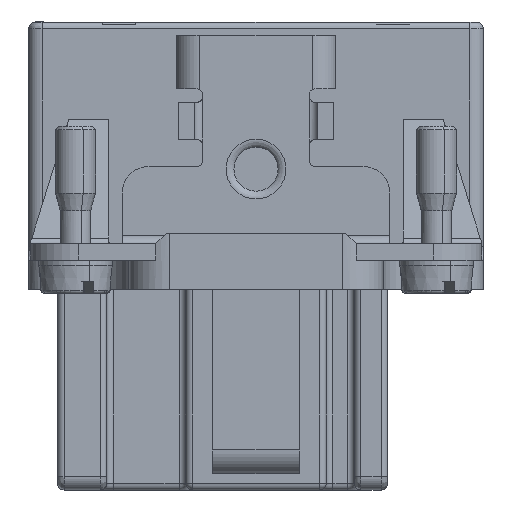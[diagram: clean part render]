
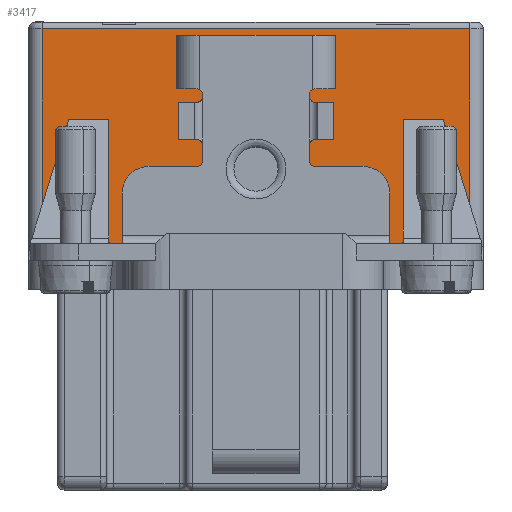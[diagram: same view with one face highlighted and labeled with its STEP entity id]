
A CAD part, left-side view. The second image highlights one B-rep face of the part: STEP entity #3417.
In plain terms, the highlighted planar face has unit normal (-1, 0, 0).
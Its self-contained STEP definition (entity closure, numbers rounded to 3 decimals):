
#2679=CIRCLE('',#24709,2.478);
#3273=FACE_BOUND('',#6626,.T.);
#3274=FACE_BOUND('',#6627,.T.);
#3275=FACE_BOUND('',#6628,.T.);
#3276=FACE_BOUND('',#6629,.T.);
#3277=FACE_BOUND('',#6630,.T.);
#3278=FACE_BOUND('',#6631,.T.);
#3417=ADVANCED_FACE('',(#3273,#3274,#3275,#3276,#3277,#3278),#4653,.T.);
#4653=PLANE('',#24710);
#6626=EDGE_LOOP('',(#8049,#8050,#8051,#8052));
#6627=EDGE_LOOP('',(#8053,#8054,#8055,#8056));
#6628=EDGE_LOOP('',(#8057));
#6629=EDGE_LOOP('',(#8058,#8059,#8060,#8061));
#6630=EDGE_LOOP('',(#8062,#8063,#8064,#8065));
#6631=EDGE_LOOP('',(#8066,#8067,#8068,#8069));
#8049=ORIENTED_EDGE('',*,*,#17162,.F.);
#8050=ORIENTED_EDGE('',*,*,#17163,.F.);
#8051=ORIENTED_EDGE('',*,*,#17164,.F.);
#8052=ORIENTED_EDGE('',*,*,#17165,.F.);
#8053=ORIENTED_EDGE('',*,*,#17166,.T.);
#8054=ORIENTED_EDGE('',*,*,#17167,.T.);
#8055=ORIENTED_EDGE('',*,*,#17168,.T.);
#8056=ORIENTED_EDGE('',*,*,#17169,.T.);
#8057=ORIENTED_EDGE('',*,*,#17170,.T.);
#8058=ORIENTED_EDGE('',*,*,#17171,.T.);
#8059=ORIENTED_EDGE('',*,*,#17172,.T.);
#8060=ORIENTED_EDGE('',*,*,#17173,.T.);
#8061=ORIENTED_EDGE('',*,*,#17174,.T.);
#8062=ORIENTED_EDGE('',*,*,#17175,.T.);
#8063=ORIENTED_EDGE('',*,*,#17176,.T.);
#8064=ORIENTED_EDGE('',*,*,#17177,.T.);
#8065=ORIENTED_EDGE('',*,*,#17178,.F.);
#8066=ORIENTED_EDGE('',*,*,#17179,.F.);
#8067=ORIENTED_EDGE('',*,*,#17180,.T.);
#8068=ORIENTED_EDGE('',*,*,#17181,.F.);
#8069=ORIENTED_EDGE('',*,*,#17182,.F.);
#14907=VERTEX_POINT('',#32479);
#14908=VERTEX_POINT('',#32480);
#14909=VERTEX_POINT('',#32482);
#14910=VERTEX_POINT('',#32484);
#14911=VERTEX_POINT('',#32487);
#14912=VERTEX_POINT('',#32488);
#14913=VERTEX_POINT('',#32490);
#14914=VERTEX_POINT('',#32492);
#14915=VERTEX_POINT('',#32495);
#14916=VERTEX_POINT('',#32497);
#14917=VERTEX_POINT('',#32498);
#14918=VERTEX_POINT('',#32500);
#14919=VERTEX_POINT('',#32502);
#14920=VERTEX_POINT('',#32505);
#14921=VERTEX_POINT('',#32506);
#14922=VERTEX_POINT('',#32508);
#14923=VERTEX_POINT('',#32510);
#14924=VERTEX_POINT('',#32513);
#14925=VERTEX_POINT('',#32514);
#14926=VERTEX_POINT('',#32516);
#14927=VERTEX_POINT('',#32518);
#17162=EDGE_CURVE('',#14907,#14908,#20581,.T.);
#17163=EDGE_CURVE('',#14909,#14907,#20582,.T.);
#17164=EDGE_CURVE('',#14910,#14909,#20583,.T.);
#17165=EDGE_CURVE('',#14908,#14910,#20584,.T.);
#17166=EDGE_CURVE('',#14911,#14912,#20585,.T.);
#17167=EDGE_CURVE('',#14912,#14913,#20586,.T.);
#17168=EDGE_CURVE('',#14913,#14914,#20587,.T.);
#17169=EDGE_CURVE('',#14914,#14911,#20588,.T.);
#17170=EDGE_CURVE('',#14915,#14915,#2679,.T.);
#17171=EDGE_CURVE('',#14916,#14917,#20589,.T.);
#17172=EDGE_CURVE('',#14917,#14918,#20590,.T.);
#17173=EDGE_CURVE('',#14918,#14919,#20591,.T.);
#17174=EDGE_CURVE('',#14919,#14916,#20592,.T.);
#17175=EDGE_CURVE('',#14920,#14921,#20593,.T.);
#17176=EDGE_CURVE('',#14921,#14922,#20594,.T.);
#17177=EDGE_CURVE('',#14922,#14923,#20595,.T.);
#17178=EDGE_CURVE('',#14920,#14923,#20596,.T.);
#17179=EDGE_CURVE('',#14924,#14925,#20597,.T.);
#17180=EDGE_CURVE('',#14924,#14926,#20598,.T.);
#17181=EDGE_CURVE('',#14927,#14926,#20599,.T.);
#17182=EDGE_CURVE('',#14925,#14927,#20600,.T.);
#20581=LINE('',#32478,#22653);
#20582=LINE('',#32481,#22654);
#20583=LINE('',#32483,#22655);
#20584=LINE('',#32485,#22656);
#20585=LINE('',#32486,#22657);
#20586=LINE('',#32489,#22658);
#20587=LINE('',#32491,#22659);
#20588=LINE('',#32493,#22660);
#20589=LINE('',#32496,#22661);
#20590=LINE('',#32499,#22662);
#20591=LINE('',#32501,#22663);
#20592=LINE('',#32503,#22664);
#20593=LINE('',#32504,#22665);
#20594=LINE('',#32507,#22666);
#20595=LINE('',#32509,#22667);
#20596=LINE('',#32511,#22668);
#20597=LINE('',#32512,#22669);
#20598=LINE('',#32515,#22670);
#20599=LINE('',#32517,#22671);
#20600=LINE('',#32519,#22672);
#22653=VECTOR('',#26654,1.);
#22654=VECTOR('',#26655,1.);
#22655=VECTOR('',#26656,1.);
#22656=VECTOR('',#26657,1.);
#22657=VECTOR('',#26658,1.);
#22658=VECTOR('',#26659,1.);
#22659=VECTOR('',#26660,1.);
#22660=VECTOR('',#26661,1.);
#22661=VECTOR('',#26664,1.);
#22662=VECTOR('',#26665,1.);
#22663=VECTOR('',#26666,1.);
#22664=VECTOR('',#26667,1.);
#22665=VECTOR('',#26668,1.);
#22666=VECTOR('',#26669,1.);
#22667=VECTOR('',#26670,1.);
#22668=VECTOR('',#26671,1.);
#22669=VECTOR('',#26672,1.);
#22670=VECTOR('',#26673,1.);
#22671=VECTOR('',#26674,1.);
#22672=VECTOR('',#26675,1.);
#24709=AXIS2_PLACEMENT_3D('',#32494,#26662,#26663);
#24710=AXIS2_PLACEMENT_3D('',#32520,#26676,#26677);
#26654=DIRECTION('',(0.,0.279,-0.96));
#26655=DIRECTION('',(0.,1.,0.));
#26656=DIRECTION('',(0.,0.,1.));
#26657=DIRECTION('',(0.,-1.,0.));
#26658=DIRECTION('',(0.,0.,1.));
#26659=DIRECTION('',(0.,1.,0.));
#26660=DIRECTION('',(0.,0.,-1.));
#26661=DIRECTION('',(0.,-1.,0.));
#26662=DIRECTION('',(1.,0.,0.));
#26663=DIRECTION('',(0.,1.,0.));
#26664=DIRECTION('',(0.,-0.279,-0.96));
#26665=DIRECTION('',(0.,1.,0.));
#26666=DIRECTION('',(0.,0.,1.));
#26667=DIRECTION('',(0.,-1.,0.));
#26668=DIRECTION('',(0.,1.,0.));
#26669=DIRECTION('',(0.,0.,1.));
#26670=DIRECTION('',(0.,-1.,0.));
#26671=DIRECTION('',(0.,0.,1.));
#26672=DIRECTION('',(0.,1.,0.));
#26673=DIRECTION('',(0.,0.,-1.));
#26674=DIRECTION('',(0.,-1.,0.));
#26675=DIRECTION('',(0.,0.,-1.));
#26676=DIRECTION('',(-1.,0.,0.));
#26677=DIRECTION('',(0.,-1.,0.));
#32478=CARTESIAN_POINT('',(-47.915,-1.494,-0.317));
#32479=CARTESIAN_POINT('',(-47.915,-4.466,9.897));
#32480=CARTESIAN_POINT('',(-47.915,-3.126,5.294));
#32481=CARTESIAN_POINT('',(-47.915,-2.466,9.897));
#32482=CARTESIAN_POINT('',(-47.915,-7.466,9.897));
#32483=CARTESIAN_POINT('',(-47.915,-7.466,-0.6));
#32484=CARTESIAN_POINT('',(-47.915,-7.466,5.294));
#32485=CARTESIAN_POINT('',(-47.915,-2.466,5.294));
#32486=CARTESIAN_POINT('',(-47.915,-34.466,0.4));
#32487=CARTESIAN_POINT('',(-47.915,-34.466,0.4));
#32488=CARTESIAN_POINT('',(-47.915,-34.466,16.7));
#32489=CARTESIAN_POINT('',(-47.915,-12.416,16.7));
#32490=CARTESIAN_POINT('',(-47.915,-2.466,16.7));
#32491=CARTESIAN_POINT('',(-47.915,-2.466,16.7));
#32492=CARTESIAN_POINT('',(-47.915,-2.466,0.4));
#32493=CARTESIAN_POINT('',(-47.915,-2.466,0.4));
#32494=CARTESIAN_POINT('',(-47.915,-18.466,6.2));
#32495=CARTESIAN_POINT('',(-47.915,-15.988,6.2));
#32496=CARTESIAN_POINT('',(-47.915,-32.94,8.267));
#32497=CARTESIAN_POINT('',(-47.915,-32.466,9.897));
#32498=CARTESIAN_POINT('',(-47.915,-33.805,5.294));
#32499=CARTESIAN_POINT('',(-47.915,-2.466,5.294));
#32500=CARTESIAN_POINT('',(-47.915,-29.466,5.294));
#32501=CARTESIAN_POINT('',(-47.915,-29.466,-0.6));
#32502=CARTESIAN_POINT('',(-47.915,-29.466,9.897));
#32503=CARTESIAN_POINT('',(-47.915,-2.466,9.897));
#32504=CARTESIAN_POINT('',(-47.915,-2.466,12.2));
#32505=CARTESIAN_POINT('',(-47.915,-24.421,12.2));
#32506=CARTESIAN_POINT('',(-47.915,-23.113,12.2));
#32507=CARTESIAN_POINT('',(-47.915,-23.113,18.16));
#32508=CARTESIAN_POINT('',(-47.915,-23.113,16.2));
#32509=CARTESIAN_POINT('',(-47.915,-2.466,16.2));
#32510=CARTESIAN_POINT('',(-47.915,-24.421,16.2));
#32511=CARTESIAN_POINT('',(-47.915,-24.421,16.33));
#32512=CARTESIAN_POINT('',(-47.915,-2.466,16.2));
#32513=CARTESIAN_POINT('',(-47.915,-13.818,16.2));
#32514=CARTESIAN_POINT('',(-47.915,-12.511,16.2));
#32515=CARTESIAN_POINT('',(-47.915,-13.818,12.17));
#32516=CARTESIAN_POINT('',(-47.915,-13.818,12.2));
#32517=CARTESIAN_POINT('',(-47.915,-2.466,12.2));
#32518=CARTESIAN_POINT('',(-47.915,-12.511,12.2));
#32519=CARTESIAN_POINT('',(-47.915,-12.511,12.17));
#32520=CARTESIAN_POINT('',(-47.915,-2.466,-0.6));
